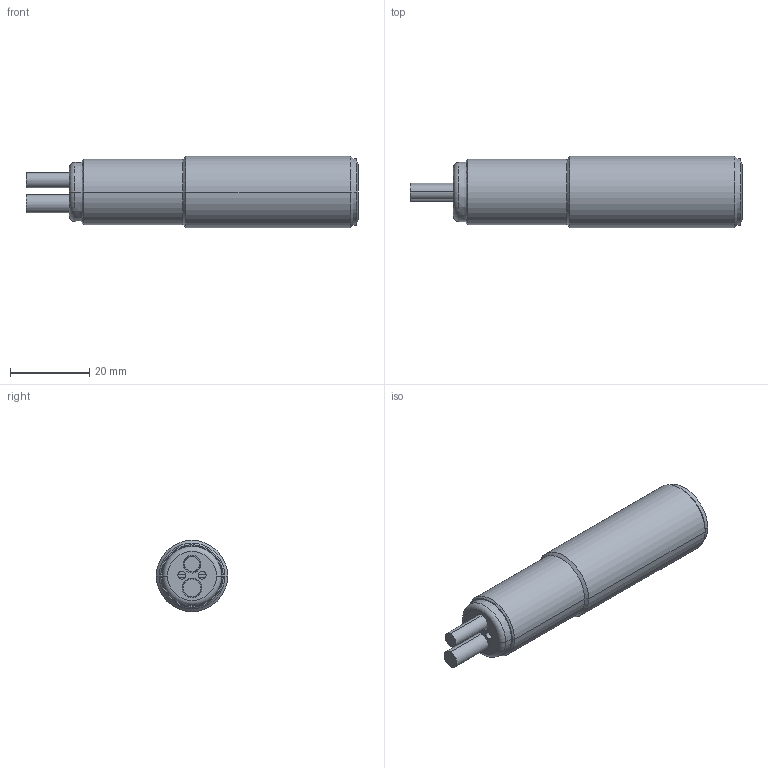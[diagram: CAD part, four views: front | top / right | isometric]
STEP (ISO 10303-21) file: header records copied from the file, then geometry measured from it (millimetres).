
FILE_DESCRIPTION((''),'2;1');
FILE_NAME('03A012_ASM','2007-05-16T',('IndustrieHansa'),('Pepperl+Fuchs'),'PRO/ENGINEER BY PARAMETRIC TECHNOLOGY CORPORATION, 2006420','PRO/ENGINEER BY PARAMETRIC TECHNOLOGY CORPORATION, 2006420','');
FILE_SCHEMA(('AUTOMOTIVE_DESIGN_CC2 { 1 2 10303 214 -1 1 5 2 }'));
Length unit declared in the file: millimetre
Products named in the file (13): PLATINE_UDB; 04B600; DM_04B5L9_COVER; 04ADD2C; 04B5Q3; 04B6F2; SCHAUM_UDB18; 04AVP4; DM_04AU81; WANDLER_9_11_ASM; KABEL_07_AAV9; KABEL_04_B7U5; 03A012_ASM
Assembly tree (12 placements, depth 3):
  03A012_ASM
    PLATINE_UDB
    04B600
    DM_04B5L9_COVER
    04ADD2C
    04B5Q3
    04B6F2
    SCHAUM_UDB18
    WANDLER_9_11_ASM
      04AVP4
      DM_04AU81
    KABEL_07_AAV9
    KABEL_04_B7U5
Bounding box: 83.97 x 18 x 18 mm (x, y, z)
Volume: 8071.7 mm3; surface area: 19732.5 mm2
Topology: 11 solids, 11 shells, 255 faces, 567 edges, 338 vertices
Faces by surface type: cylinder 71, plane 60, cone 52, bspline 38, torus 34
Entity records: 9969 total; most frequent: CARTESIAN_POINT 2692, DIRECTION 1266, ORIENTED_EDGE 1134, EDGE_CURVE 567, AXIS2_PLACEMENT_3D 544, PRESENTATION_STYLE_ASSIGNMENT 459, STYLED_ITEM 457, CURVE_STYLE 451
